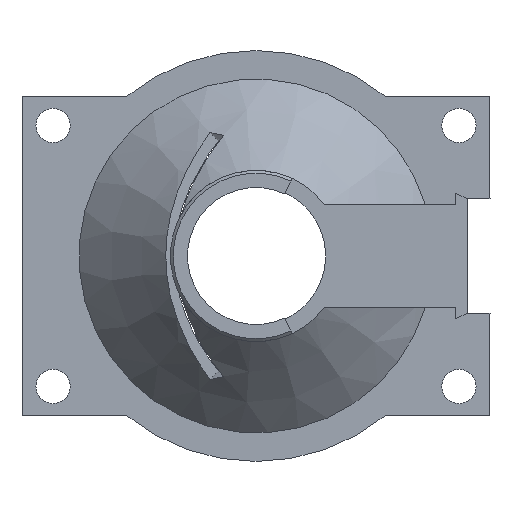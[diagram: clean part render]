
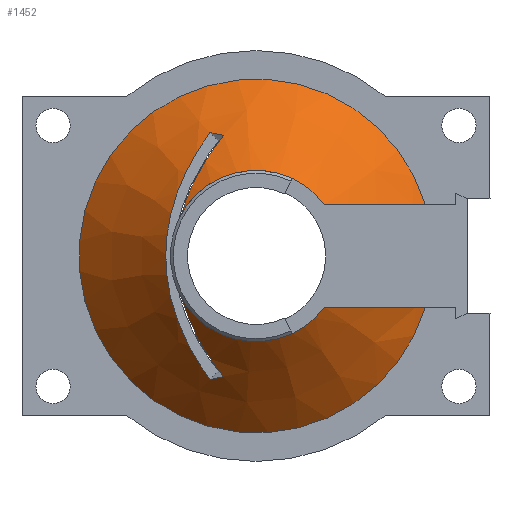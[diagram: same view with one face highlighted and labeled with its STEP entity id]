
A CAD part, front view. The second image highlights one B-rep face of the part: STEP entity #1452.
In plain terms, the highlighted conical face has half-angle 43.264 degrees and reference radius 11.5 mm.
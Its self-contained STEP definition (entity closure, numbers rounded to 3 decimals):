
#31=ELLIPSE('',#1560,168.656,40.299);
#32=ELLIPSE('',#1561,168.656,40.299);
#34=ELLIPSE('',#1564,190.086,45.42);
#76=B_SPLINE_CURVE_WITH_KNOTS('',3,(#2405,#2406,#2407,#2408),
 .UNSPECIFIED.,.F.,.F.,(4,4),(5.622,5.761),
 .UNSPECIFIED.);
#77=B_SPLINE_CURVE_WITH_KNOTS('',3,(#2414,#2415,#2416,#2417),
 .UNSPECIFIED.,.F.,.F.,(4,4),(2.197,2.335),
 .UNSPECIFIED.);
#95=CONICAL_SURFACE('',#1591,11.5,0.755);
#98=(
BOUNDED_CURVE()
B_SPLINE_CURVE(2,(#2103,#2104,#2105),.UNSPECIFIED.,.F.,.F.)
B_SPLINE_CURVE_WITH_KNOTS((3,3),(0.028,0.661),
 .UNSPECIFIED.)
CURVE()
GEOMETRIC_REPRESENTATION_ITEM()
RATIONAL_B_SPLINE_CURVE((1.003,1.032,1.))
REPRESENTATION_ITEM('')
);
#99=(
BOUNDED_CURVE()
B_SPLINE_CURVE(2,(#2107,#2108,#2109),.UNSPECIFIED.,.F.,.F.)
B_SPLINE_CURVE_WITH_KNOTS((3,3),(0.,0.028),.UNSPECIFIED.)
CURVE()
GEOMETRIC_REPRESENTATION_ITEM()
RATIONAL_B_SPLINE_CURVE((1.,1.001,1.003))
REPRESENTATION_ITEM('')
);
#100=(
BOUNDED_CURVE()
B_SPLINE_CURVE(2,(#2111,#2112,#2113),.UNSPECIFIED.,.F.,.F.)
B_SPLINE_CURVE_WITH_KNOTS((3,3),(0.,0.447),.UNSPECIFIED.)
CURVE()
GEOMETRIC_REPRESENTATION_ITEM()
RATIONAL_B_SPLINE_CURVE((1.,1.007,1.))
REPRESENTATION_ITEM('')
);
#101=(
BOUNDED_CURVE()
B_SPLINE_CURVE(2,(#2114,#2115,#2116),.UNSPECIFIED.,.F.,.F.)
B_SPLINE_CURVE_WITH_KNOTS((3,3),(0.,0.106),
 .UNSPECIFIED.)
CURVE()
GEOMETRIC_REPRESENTATION_ITEM()
RATIONAL_B_SPLINE_CURVE((1.,1.002,1.003))
REPRESENTATION_ITEM('')
);
#102=(
BOUNDED_CURVE()
B_SPLINE_CURVE(2,(#2146,#2147,#2148),.UNSPECIFIED.,.F.,.F.)
B_SPLINE_CURVE_WITH_KNOTS((3,3),(0.421,0.565),
 .UNSPECIFIED.)
CURVE()
GEOMETRIC_REPRESENTATION_ITEM()
RATIONAL_B_SPLINE_CURVE((1.004,1.003,1.))
REPRESENTATION_ITEM('')
);
#103=(
BOUNDED_CURVE()
B_SPLINE_CURVE(2,(#2150,#2151,#2152),.UNSPECIFIED.,.F.,.F.)
B_SPLINE_CURVE_WITH_KNOTS((3,3),(0.,0.404),.UNSPECIFIED.)
CURVE()
GEOMETRIC_REPRESENTATION_ITEM()
RATIONAL_B_SPLINE_CURVE((1.,1.006,1.))
REPRESENTATION_ITEM('')
);
#104=(
BOUNDED_CURVE()
B_SPLINE_CURVE(2,(#2154,#2155,#2156),.UNSPECIFIED.,.F.,.F.)
B_SPLINE_CURVE_WITH_KNOTS((3,3),(0.633,0.661),
 .UNSPECIFIED.)
CURVE()
GEOMETRIC_REPRESENTATION_ITEM()
RATIONAL_B_SPLINE_CURVE((1.003,1.001,1.))
REPRESENTATION_ITEM('')
);
#105=(
BOUNDED_CURVE()
B_SPLINE_CURVE(2,(#2158,#2159,#2160),.UNSPECIFIED.,.F.,.F.)
B_SPLINE_CURVE_WITH_KNOTS((3,3),(0.,0.633),.UNSPECIFIED.)
CURVE()
GEOMETRIC_REPRESENTATION_ITEM()
RATIONAL_B_SPLINE_CURVE((1.,1.032,1.003))
REPRESENTATION_ITEM('')
);
#171=FACE_OUTER_BOUND('',#260,.T.);
#260=EDGE_LOOP('',(#1224,#1225,#1226,#1227,#1228,#1229,#1230,#1231,#1232,
#1233,#1234,#1235,#1236,#1237,#1238,#1239,#1240,#1241));
#292=CIRCLE('',#1490,15.5);
#322=CIRCLE('',#1575,7.5);
#323=CIRCLE('',#1576,7.5);
#329=CIRCLE('',#1592,7.5);
#330=CIRCLE('',#1593,7.5);
#564=VERTEX_POINT('',#2046);
#565=VERTEX_POINT('',#2048);
#588=VERTEX_POINT('',#2100);
#589=VERTEX_POINT('',#2102);
#590=VERTEX_POINT('',#2106);
#591=VERTEX_POINT('',#2110);
#600=VERTEX_POINT('',#2145);
#601=VERTEX_POINT('',#2149);
#602=VERTEX_POINT('',#2153);
#603=VERTEX_POINT('',#2157);
#636=VERTEX_POINT('',#2402);
#637=VERTEX_POINT('',#2404);
#638=VERTEX_POINT('',#2411);
#639=VERTEX_POINT('',#2413);
#655=VERTEX_POINT('',#2472);
#656=VERTEX_POINT('',#2474);
#672=VERTEX_POINT('',#2522);
#673=VERTEX_POINT('',#2525);
#712=EDGE_CURVE('',#565,#564,#292,.T.);
#739=EDGE_CURVE('',#589,#588,#98,.T.);
#740=EDGE_CURVE('',#590,#589,#99,.T.);
#741=EDGE_CURVE('',#591,#590,#100,.T.);
#742=EDGE_CURVE('',#564,#591,#101,.T.);
#757=EDGE_CURVE('',#600,#565,#102,.T.);
#758=EDGE_CURVE('',#601,#600,#103,.T.);
#759=EDGE_CURVE('',#602,#601,#104,.T.);
#760=EDGE_CURVE('',#603,#602,#105,.T.);
#805=EDGE_CURVE('',#636,#637,#76,.T.);
#808=EDGE_CURVE('',#638,#639,#77,.T.);
#836=EDGE_CURVE('',#636,#655,#31,.T.);
#837=EDGE_CURVE('',#656,#639,#32,.T.);
#839=EDGE_CURVE('',#638,#637,#34,.T.);
#860=EDGE_CURVE('',#672,#655,#322,.T.);
#861=EDGE_CURVE('',#656,#673,#323,.T.);
#879=EDGE_CURVE('',#588,#673,#329,.T.);
#880=EDGE_CURVE('',#603,#672,#330,.T.);
#1224=ORIENTED_EDGE('',*,*,#741,.T.);
#1225=ORIENTED_EDGE('',*,*,#740,.T.);
#1226=ORIENTED_EDGE('',*,*,#739,.T.);
#1227=ORIENTED_EDGE('',*,*,#879,.T.);
#1228=ORIENTED_EDGE('',*,*,#861,.F.);
#1229=ORIENTED_EDGE('',*,*,#837,.T.);
#1230=ORIENTED_EDGE('',*,*,#808,.F.);
#1231=ORIENTED_EDGE('',*,*,#839,.T.);
#1232=ORIENTED_EDGE('',*,*,#805,.F.);
#1233=ORIENTED_EDGE('',*,*,#836,.T.);
#1234=ORIENTED_EDGE('',*,*,#860,.F.);
#1235=ORIENTED_EDGE('',*,*,#880,.F.);
#1236=ORIENTED_EDGE('',*,*,#760,.T.);
#1237=ORIENTED_EDGE('',*,*,#759,.T.);
#1238=ORIENTED_EDGE('',*,*,#758,.T.);
#1239=ORIENTED_EDGE('',*,*,#757,.T.);
#1240=ORIENTED_EDGE('',*,*,#712,.T.);
#1241=ORIENTED_EDGE('',*,*,#742,.T.);
#1452=ADVANCED_FACE('',(#171),#95,.T.);
#1490=AXIS2_PLACEMENT_3D('',#2049,#1642,#1643);
#1560=AXIS2_PLACEMENT_3D('',#2473,#1841,#1842);
#1561=AXIS2_PLACEMENT_3D('',#2475,#1843,#1844);
#1564=AXIS2_PLACEMENT_3D('',#2478,#1849,#1850);
#1575=AXIS2_PLACEMENT_3D('',#2524,#1884,#1885);
#1576=AXIS2_PLACEMENT_3D('',#2526,#1886,#1887);
#1591=AXIS2_PLACEMENT_3D('',#2560,#1928,#1929);
#1592=AXIS2_PLACEMENT_3D('',#2561,#1930,#1931);
#1593=AXIS2_PLACEMENT_3D('',#2562,#1932,#1933);
#1642=DIRECTION('center_axis',(0.,-1.,0.));
#1643=DIRECTION('ref_axis',(1.,0.,0.));
#1841=DIRECTION('center_axis',(0.707,-0.707,0.));
#1842=DIRECTION('ref_axis',(0.707,0.707,0.));
#1843=DIRECTION('center_axis',(0.707,-0.707,0.));
#1844=DIRECTION('ref_axis',(0.707,0.707,0.));
#1849=DIRECTION('center_axis',(-0.707,0.707,0.));
#1850=DIRECTION('ref_axis',(0.707,0.707,0.));
#1884=DIRECTION('center_axis',(0.,-1.,0.));
#1885=DIRECTION('ref_axis',(1.,0.,0.));
#1886=DIRECTION('center_axis',(0.,-1.,0.));
#1887=DIRECTION('ref_axis',(1.,0.,0.));
#1928=DIRECTION('center_axis',(0.,1.,0.));
#1929=DIRECTION('ref_axis',(-1.,0.,0.));
#1930=DIRECTION('center_axis',(0.,1.,0.));
#1931=DIRECTION('ref_axis',(1.,0.,0.));
#1932=DIRECTION('center_axis',(0.,-1.,0.));
#1933=DIRECTION('ref_axis',(1.,0.,0.));
#2046=CARTESIAN_POINT('',(14.832,8.5,-4.5));
#2048=CARTESIAN_POINT('',(14.832,8.5,4.5));
#2049=CARTESIAN_POINT('Origin',(0.,8.5,0.));
#2100=CARTESIAN_POINT('',(6.,0.,-4.5));
#2102=CARTESIAN_POINT('',(10.583,4.25,-4.5));
#2103=CARTESIAN_POINT('Ctrl Pts',(10.583,4.25,-4.5));
#2104=CARTESIAN_POINT('Ctrl Pts',(7.809,1.538,-4.5));
#2105=CARTESIAN_POINT('Ctrl Pts',(6.,0.,
-4.5));
#2106=CARTESIAN_POINT('',(10.838,4.5,-4.5));
#2107=CARTESIAN_POINT('Ctrl Pts',(10.838,4.5,-4.5));
#2108=CARTESIAN_POINT('Ctrl Pts',(10.709,4.374,-4.5));
#2109=CARTESIAN_POINT('Ctrl Pts',(10.583,4.25,-4.5));
#2110=CARTESIAN_POINT('',(14.,7.656,-4.5));
#2111=CARTESIAN_POINT('Ctrl Pts',(14.,7.656,-4.5));
#2112=CARTESIAN_POINT('Ctrl Pts',(12.242,5.877,-4.5));
#2113=CARTESIAN_POINT('Ctrl Pts',(10.838,4.5,-4.5));
#2114=CARTESIAN_POINT('Ctrl Pts',(14.832,8.5,-4.5));
#2115=CARTESIAN_POINT('Ctrl Pts',(14.405,8.066,-4.5));
#2116=CARTESIAN_POINT('Ctrl Pts',(14.,7.656,-4.5));
#2145=CARTESIAN_POINT('',(13.7,7.353,4.5));
#2146=CARTESIAN_POINT('Ctrl Pts',(13.7,7.353,4.5));
#2147=CARTESIAN_POINT('Ctrl Pts',(14.246,7.904,4.5));
#2148=CARTESIAN_POINT('Ctrl Pts',(14.832,8.5,4.5));
#2149=CARTESIAN_POINT('',(10.838,4.5,4.5));
#2150=CARTESIAN_POINT('Ctrl Pts',(10.838,4.5,4.5));
#2151=CARTESIAN_POINT('Ctrl Pts',(12.122,5.76,4.5));
#2152=CARTESIAN_POINT('Ctrl Pts',(13.7,7.353,4.5));
#2153=CARTESIAN_POINT('',(10.583,4.25,4.5));
#2154=CARTESIAN_POINT('Ctrl Pts',(10.583,4.25,4.5));
#2155=CARTESIAN_POINT('Ctrl Pts',(10.709,4.374,4.5));
#2156=CARTESIAN_POINT('Ctrl Pts',(10.838,4.5,4.5));
#2157=CARTESIAN_POINT('',(6.,0.,4.5));
#2158=CARTESIAN_POINT('Ctrl Pts',(6.,0.,
4.5));
#2159=CARTESIAN_POINT('Ctrl Pts',(7.809,1.538,4.5));
#2160=CARTESIAN_POINT('Ctrl Pts',(10.583,4.25,4.5));
#2402=CARTESIAN_POINT('',(-2.846,3.654,10.562));
#2404=CARTESIAN_POINT('',(-4.039,4.299,10.817));
#2405=CARTESIAN_POINT('Ctrl Pts',(-2.846,3.654,10.562));
#2406=CARTESIAN_POINT('Ctrl Pts',(-3.245,3.859,10.655));
#2407=CARTESIAN_POINT('Ctrl Pts',(-3.642,4.075,10.74));
#2408=CARTESIAN_POINT('Ctrl Pts',(-4.039,4.299,10.817));
#2411=CARTESIAN_POINT('',(-4.039,4.299,-10.817));
#2413=CARTESIAN_POINT('',(-2.846,3.654,-10.562));
#2414=CARTESIAN_POINT('Ctrl Pts',(-4.039,4.299,-10.817));
#2415=CARTESIAN_POINT('Ctrl Pts',(-3.642,4.075,-10.74));
#2416=CARTESIAN_POINT('Ctrl Pts',(-3.245,3.859,-10.655));
#2417=CARTESIAN_POINT('Ctrl Pts',(-2.846,3.654,-10.562));
#2472=CARTESIAN_POINT('',(-6.5,0.,3.742));
#2473=CARTESIAN_POINT('Origin',(112.242,118.742,0.));
#2474=CARTESIAN_POINT('',(-6.5,0.,-3.742));
#2475=CARTESIAN_POINT('Origin',(112.242,118.742,0.));
#2478=CARTESIAN_POINT('Origin',(126.505,134.843,0.));
#2522=CARTESIAN_POINT('',(3.17,0.,6.797));
#2524=CARTESIAN_POINT('Origin',(0.,0.,0.));
#2525=CARTESIAN_POINT('',(3.17,0.,-6.797));
#2526=CARTESIAN_POINT('Origin',(0.,0.,0.));
#2560=CARTESIAN_POINT('Origin',(0.,4.25,0.));
#2561=CARTESIAN_POINT('Origin',(0.,0.,0.));
#2562=CARTESIAN_POINT('Origin',(0.,0.,0.));
